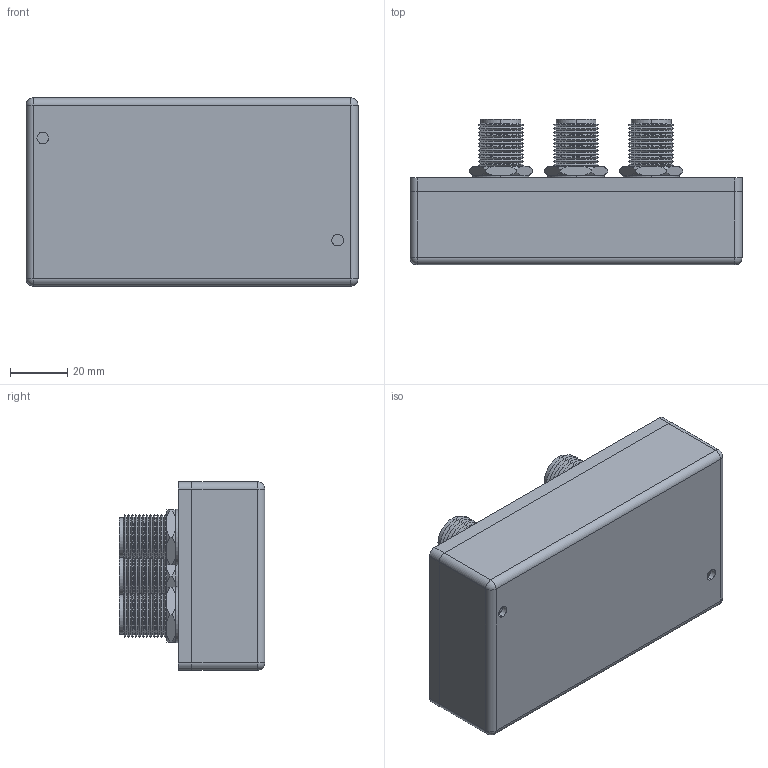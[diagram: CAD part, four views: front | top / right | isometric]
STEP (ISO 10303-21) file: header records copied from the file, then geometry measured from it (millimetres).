
FILE_DESCRIPTION (( 'STEP AP203' ), '1' );
FILE_NAME ('SC2404N.STEP', '2011-03-04T18:53:36', ( 'x' ), ( 'Microsoft' ), 'SwSTEP 2.0', 'SolidWorks 2010', '' );
FILE_SCHEMA (( 'CONFIG_CONTROL_DESIGN' ));
Length unit declared in the file: inch
Products named in the file (10): SC2404N; 3AA02-017; SC-04-MA2; SC-04-MA1; 1AB04-007; 1AB04-007-MA1; 1AB04-007-MA2; 1AB04-007-MA3; 3AA03-013; 1AJ02-017_4-40 x .187 FLAT HEAD SCREW
Assembly tree (16 placements, depth 3):
  SC2404N
    1AJ02-017_4-40 x .187 FLAT HEAD SCREW  x4
    SC-04-MA2
    SC-04-MA1
    1AB04-007  x5
      3AA02-017
      1AB04-007-MA2
      1AB04-007-MA1
      1AB04-007-MA3
      3AA03-013
Bounding box: 115.57 x 50.72 x 65.53 mm (x, y, z)
Volume: 86454.3 mm3; surface area: 71907.7 mm2
Topology: 31 solids, 31 shells, 1445 faces, 3495 edges, 2148 vertices
Faces by surface type: cylinder 555, plane 439, cone 406, bspline 37, sphere 8
Entity records: 17407 total; most frequent: CARTESIAN_POINT 6074, DIRECTION 2103, ORIENTED_EDGE 2082, EDGE_CURVE 1041, AXIS2_PLACEMENT_3D 753, VERTEX_POINT 650, LINE 597, VECTOR 597
